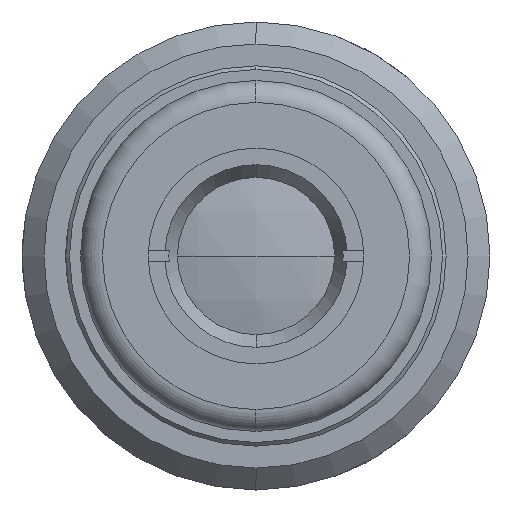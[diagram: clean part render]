
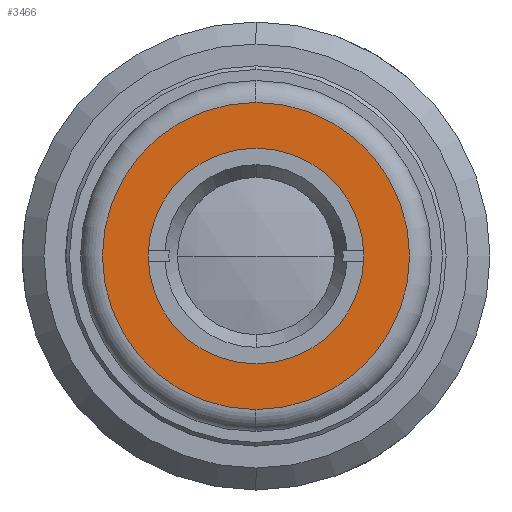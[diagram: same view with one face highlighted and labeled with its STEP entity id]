
A CAD part, left-side view. The second image highlights one B-rep face of the part: STEP entity #3466.
In plain terms, the highlighted planar face has unit normal (-1, 0, 0).
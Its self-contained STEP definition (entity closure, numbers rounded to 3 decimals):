
#1 = EDGE_LOOP ( 'NONE', ( #4339, #3520 ) ) ;
#122 = EDGE_CURVE ( 'NONE', #2702, #1329, #3205, .T. ) ;
#193 = EDGE_CURVE ( 'NONE', #1329, #2702, #442, .T. ) ;
#409 = PLANE ( 'NONE',  #3102 ) ;
#433 = CARTESIAN_POINT ( 'NONE',  ( -33.9, 0., 0. ) ) ;
#442 = CIRCLE ( 'NONE', #1394, 21. ) ;
#488 = VERTEX_POINT ( 'NONE', #3793 ) ;
#743 = DIRECTION ( 'NONE',  ( 0., 0., -1. ) ) ;
#1088 = DIRECTION ( 'NONE',  ( 0., 0., 1. ) ) ;
#1159 = DIRECTION ( 'NONE',  ( 0., 0., -1. ) ) ;
#1209 = DIRECTION ( 'NONE',  ( -1., 0., 0. ) ) ;
#1292 = AXIS2_PLACEMENT_3D ( 'NONE', #433, #1741, #1088 ) ;
#1329 = VERTEX_POINT ( 'NONE', #3133 ) ;
#1385 = CARTESIAN_POINT ( 'NONE',  ( -33.9, 0., 21. ) ) ;
#1394 = AXIS2_PLACEMENT_3D ( 'NONE', #3835, #4275, #743 ) ;
#1601 = CARTESIAN_POINT ( 'NONE',  ( -33.9, 0., 0. ) ) ;
#1741 = DIRECTION ( 'NONE',  ( -1., 0., 0. ) ) ;
#1790 = ORIENTED_EDGE ( 'NONE', *, *, #193, .T. ) ;
#1801 = CARTESIAN_POINT ( 'NONE',  ( -33.9, 0., -14.75 ) ) ;
#1807 = CARTESIAN_POINT ( 'NONE',  ( -33.9, 24., 0. ) ) ;
#1815 = EDGE_LOOP ( 'NONE', ( #1790, #2831 ) ) ;
#1830 = DIRECTION ( 'NONE',  ( 1., 0., 0. ) ) ;
#1912 = EDGE_CURVE ( 'NONE', #488, #2929, #2223, .T. ) ;
#1921 = DIRECTION ( 'NONE',  ( 0., 0., -1. ) ) ;
#2223 = CIRCLE ( 'NONE', #3452, 14.75 ) ;
#2702 = VERTEX_POINT ( 'NONE', #1385 ) ;
#2831 = ORIENTED_EDGE ( 'NONE', *, *, #122, .T. ) ;
#2914 = AXIS2_PLACEMENT_3D ( 'NONE', #1601, #1209, #1921 ) ;
#2929 = VERTEX_POINT ( 'NONE', #1801 ) ;
#3102 = AXIS2_PLACEMENT_3D ( 'NONE', #1807, #1830, #1159 ) ;
#3133 = CARTESIAN_POINT ( 'NONE',  ( -33.9, 0., -21. ) ) ;
#3205 = CIRCLE ( 'NONE', #2914, 21. ) ;
#3222 = DIRECTION ( 'NONE',  ( -1., 0., 0. ) ) ;
#3240 = DIRECTION ( 'NONE',  ( 0., 0., 1. ) ) ;
#3246 = CIRCLE ( 'NONE', #1292, 14.75 ) ;
#3386 = EDGE_CURVE ( 'NONE', #2929, #488, #3246, .T. ) ;
#3452 = AXIS2_PLACEMENT_3D ( 'NONE', #3913, #3222, #3240 ) ;
#3466 = ADVANCED_FACE ( 'NONE', ( #4217, #3518 ), #409, .F. ) ;
#3518 = FACE_BOUND ( 'NONE', #1, .T. ) ;
#3520 = ORIENTED_EDGE ( 'NONE', *, *, #3386, .F. ) ;
#3793 = CARTESIAN_POINT ( 'NONE',  ( -33.9, 0., 14.75 ) ) ;
#3835 = CARTESIAN_POINT ( 'NONE',  ( -33.9, 0., 0. ) ) ;
#3913 = CARTESIAN_POINT ( 'NONE',  ( -33.9, 0., 0. ) ) ;
#4217 = FACE_OUTER_BOUND ( 'NONE', #1815, .T. ) ;
#4275 = DIRECTION ( 'NONE',  ( -1., 0., 0. ) ) ;
#4339 = ORIENTED_EDGE ( 'NONE', *, *, #1912, .F. ) ;
